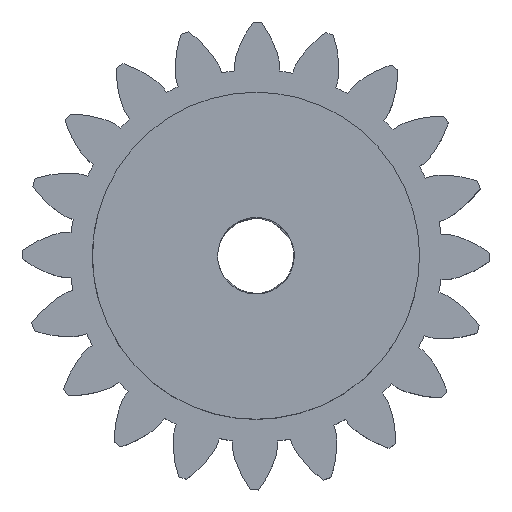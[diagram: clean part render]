
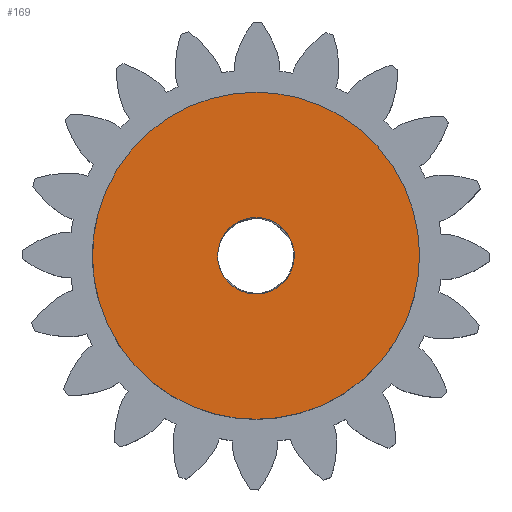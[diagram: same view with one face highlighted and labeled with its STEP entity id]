
A CAD part, top view. The second image highlights one B-rep face of the part: STEP entity #169.
In plain terms, the highlighted planar face has unit normal (0, 0, 1).
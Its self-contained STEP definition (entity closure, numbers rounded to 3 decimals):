
#169=ADVANCED_FACE('',(#324,#177),#2721,.T.);
#177=FACE_BOUND('',#478,.T.);
#324=FACE_OUTER_BOUND('',#477,.T.);
#477=EDGE_LOOP('',(#1344,#1345));
#478=EDGE_LOOP('',(#1346,#1347));
#1344=ORIENTED_EDGE('',*,*,#1804,.T.);
#1345=ORIENTED_EDGE('',*,*,#1817,.T.);
#1346=ORIENTED_EDGE('',*,*,#1806,.T.);
#1347=ORIENTED_EDGE('',*,*,#1820,.T.);
#1804=EDGE_CURVE('',#2555,#2565,#1830,.T.);
#1806=EDGE_CURVE('',#2556,#2568,#1832,.T.);
#1817=EDGE_CURVE('',#2565,#2555,#1838,.T.);
#1820=EDGE_CURVE('',#2568,#2556,#1841,.T.);
#1830=(
BOUNDED_CURVE()
B_SPLINE_CURVE(2,(#5254,#5255,#5256,#5257,#5258),.UNSPECIFIED.,.F.,.F.)
B_SPLINE_CURVE_WITH_KNOTS((3,2,3),(0.,10.566,21.133),
 .UNSPECIFIED.)
CURVE()
GEOMETRIC_REPRESENTATION_ITEM()
RATIONAL_B_SPLINE_CURVE((1.,0.707,1.,0.707,1.))
REPRESENTATION_ITEM('')
);
#1832=(
BOUNDED_CURVE()
B_SPLINE_CURVE(2,(#5261,#5262,#5263,#5264,#5265),.UNSPECIFIED.,.F.,.F.)
B_SPLINE_CURVE_WITH_KNOTS((3,2,3),(42.265,44.739,47.213),
 .UNSPECIFIED.)
CURVE()
GEOMETRIC_REPRESENTATION_ITEM()
RATIONAL_B_SPLINE_CURVE((1.,0.707,1.,0.707,1.))
REPRESENTATION_ITEM('')
);
#1838=(
BOUNDED_CURVE()
B_SPLINE_CURVE(2,(#5330,#5331,#5332,#5333,#5334),.UNSPECIFIED.,.F.,.F.)
B_SPLINE_CURVE_WITH_KNOTS((3,2,3),(21.133,31.699,42.265),
 .UNSPECIFIED.)
CURVE()
GEOMETRIC_REPRESENTATION_ITEM()
RATIONAL_B_SPLINE_CURVE((1.,0.707,1.,0.707,1.))
REPRESENTATION_ITEM('')
);
#1841=(
BOUNDED_CURVE()
B_SPLINE_CURVE(2,(#5339,#5340,#5341,#5342,#5343),.UNSPECIFIED.,.F.,.F.)
B_SPLINE_CURVE_WITH_KNOTS((3,2,3),(47.213,49.687,52.161),
 .UNSPECIFIED.)
CURVE()
GEOMETRIC_REPRESENTATION_ITEM()
RATIONAL_B_SPLINE_CURVE((1.,0.707,1.,0.707,1.))
REPRESENTATION_ITEM('')
);
#2555=VERTEX_POINT('',#3979);
#2556=VERTEX_POINT('',#3980);
#2565=VERTEX_POINT('',#3989);
#2568=VERTEX_POINT('',#3992);
#2721=PLANE('',#2844);
#2844=AXIS2_PLACEMENT_3D('',#3646,#2950,$);
#2950=DIRECTION('',(0.,0.,1.));
#3646=CARTESIAN_POINT('',(408.017,604.088,-113.267));
#3979=CARTESIAN_POINT('',(416.845,605.854,-113.267));
#3980=CARTESIAN_POINT('',(418.488,613.108,-113.267));
#3989=CARTESIAN_POINT('',(416.845,619.98,-113.267));
#3992=CARTESIAN_POINT('',(415.203,612.725,-113.267));
#5254=CARTESIAN_POINT('',(416.845,605.854,-113.267));
#5255=CARTESIAN_POINT('',(423.908,605.854,-113.267));
#5256=CARTESIAN_POINT('',(423.908,612.917,-113.267));
#5257=CARTESIAN_POINT('',(423.908,619.98,-113.267));
#5258=CARTESIAN_POINT('',(416.845,619.98,-113.267));
#5261=CARTESIAN_POINT('',(418.488,613.108,-113.267));
#5262=CARTESIAN_POINT('',(418.679,611.465,-113.267));
#5263=CARTESIAN_POINT('',(417.036,611.274,-113.267));
#5264=CARTESIAN_POINT('',(415.394,611.083,-113.267));
#5265=CARTESIAN_POINT('',(415.203,612.725,-113.267));
#5330=CARTESIAN_POINT('',(416.845,619.98,-113.267));
#5331=CARTESIAN_POINT('',(409.782,619.98,-113.267));
#5332=CARTESIAN_POINT('',(409.782,612.917,-113.267));
#5333=CARTESIAN_POINT('',(409.782,605.854,-113.267));
#5334=CARTESIAN_POINT('',(416.845,605.854,-113.267));
#5339=CARTESIAN_POINT('',(415.203,612.725,-113.267));
#5340=CARTESIAN_POINT('',(415.012,614.368,-113.267));
#5341=CARTESIAN_POINT('',(416.654,614.559,-113.267));
#5342=CARTESIAN_POINT('',(418.297,614.75,-113.267));
#5343=CARTESIAN_POINT('',(418.488,613.108,-113.267));
